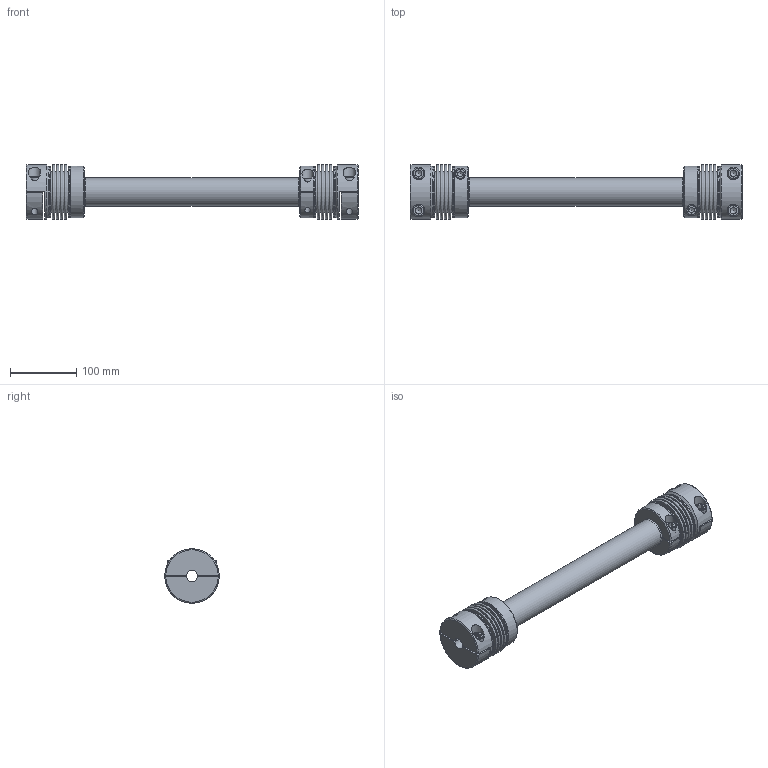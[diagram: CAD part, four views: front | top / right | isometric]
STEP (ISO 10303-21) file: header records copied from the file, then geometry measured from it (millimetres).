
FILE_DESCRIPTION( ( 'Unknown' ), '1' );
FILE_NAME( 'WD-VA 200 - L=0,5m.stp', 'Unknown', ( 'Unknown' ), ( 'Unknown' ), 'PSStep 10.1', 'Unknown', ' ' );
FILE_SCHEMA( ( 'AUTOMOTIVE_DESIGN { 1 0 10303 214 1 1 1 1 }' ) );
Length unit declared in the file: millimetre
Products named in the file (1): WD-VA 200
Bounding box: 500 x 82 x 82 mm (x, y, z)
Volume: 643841.2 mm3; surface area: 305665.2 mm2
Topology: 1 solids, 1 shells, 314 faces, 715 edges, 461 vertices
Faces by surface type: plane 166, cylinder 62, torus 54, cone 32
Full cylindrical faces by diameter (mm): 8.5 x2, 10 x6, 10.106 x4, 10.4 x2, 12 x4, 12.5 x4, 16 x2, 17 x2, 18 x4, 19 x4, 36 x1, 42.1 x4, 42.4 x1, 76.8 x4, 78 x4, 82 x2
Entity records: 11444 total; most frequent: CARTESIAN_POINT 2501, DIRECTION 1398, ORIENTED_EDGE 1064, AXIS2_PLACEMENT_3D 581, EDGE_CURVE 532, EDGE_LOOP 506, FACE_OUTER_BOUND 410, VERTEX_POINT 408
